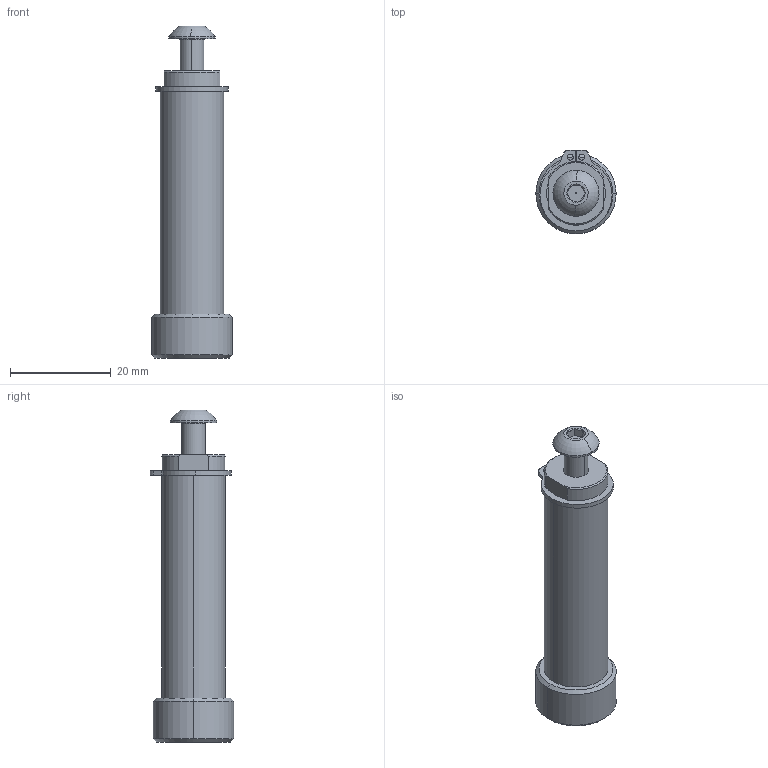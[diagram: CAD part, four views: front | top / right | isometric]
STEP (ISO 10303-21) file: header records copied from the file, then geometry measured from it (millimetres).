
FILE_DESCRIPTION (( 'STEP AP214' ), '1' );
FILE_NAME ('WCP-1742.step', '2025-02-01T00:30:59', ( '' ), ( '' ), 'SwSTEP 2.0', 'SolidWorks 2022', '' );
FILE_SCHEMA (( 'AUTOMOTIVE_DESIGN' ));
Length unit declared in the file: inch
Products named in the file (5): 10-32 BHCS - No Thread_WCP-0261 - 2.500; WCP-1742-001 Rev1; WCP-1742; WCP-0326 Rev1; WCP-0229 Rev1
Assembly tree (4 placements, depth 2):
  WCP-1742
    WCP-1742-001 Rev1
    WCP-0326 Rev1
    10-32 BHCS - No Thread_WCP-0261 - 2.500
    WCP-0229 Rev1
Bounding box: 16 x 16.6 x 66.07 mm (x, y, z)
Volume: 7884.4 mm3; surface area: 5379.9 mm2
Topology: 4 solids, 4 shells, 124 faces, 288 edges, 178 vertices
Faces by surface type: cylinder 44, plane 43, cone 31, torus 6
Entity records: 3875 total; most frequent: CARTESIAN_POINT 758, DIRECTION 643, ORIENTED_EDGE 572, EDGE_CURVE 286, AXIS2_PLACEMENT_3D 261, VERTEX_POINT 178, EDGE_LOOP 140, CIRCLE 130
